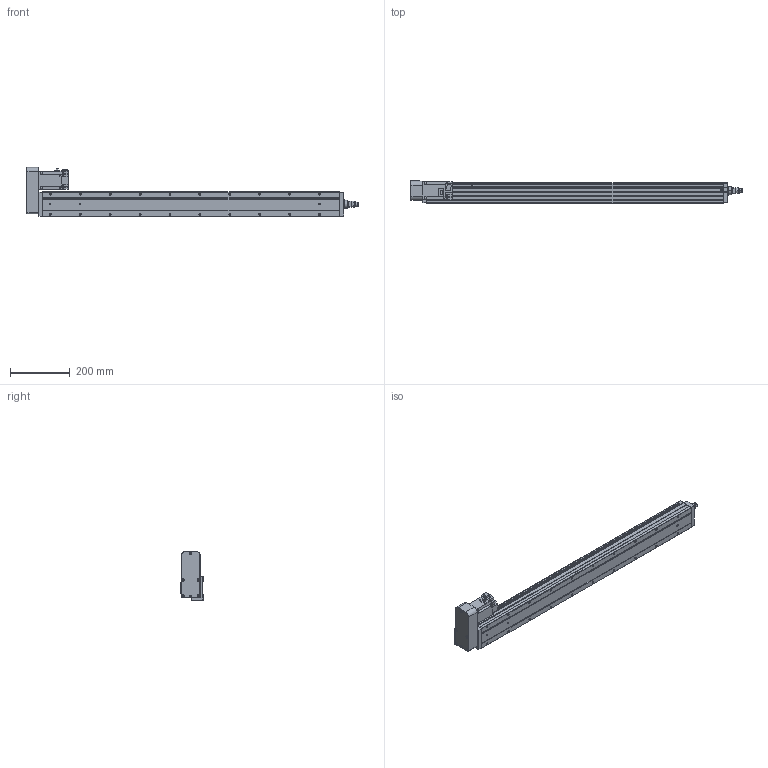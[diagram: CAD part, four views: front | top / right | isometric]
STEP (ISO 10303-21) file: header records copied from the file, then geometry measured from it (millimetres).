
FILE_DESCRIPTION (( 'STEP AP214' ), '1' );
FILE_NAME ('ETU08BL-16XLD-0800-XXXX.STEP', '2025-02-28T14:54:42', ( '' ), ( '' ), 'SwSTEP 2.0', 'SolidWorks 2022', '' );
FILE_SCHEMA (( 'AUTOMOTIVE_DESIGN' ));
Length unit declared in the file: millimetre
Products named in the file (10): ETU08-800SENSOR; FANG STICKER; ETU08-800MOTOR; ETU08-800BODY1; ETU08-800BODY2; ETU08-800BODY0; ETU08-800BODY3; ETU08-800NUT; ETU08BL-16XLD-0800-XXXX; ETU08-800ROD
Assembly tree (10 placements, depth 2):
  ETU08BL-16XLD-0800-XXXX
    ETU08-800BODY0
    ETU08-800BODY1
    ETU08-800BODY2
    ETU08-800BODY3
    ETU08-800MOTOR
    ETU08-800ROD
    ETU08-800NUT
    ETU08-800SENSOR  x2
    FANG STICKER
Bounding box: 1109 x 74.3 x 163.8 mm (x, y, z)
Volume: 5254938.5 mm3; surface area: 621267.6 mm2
Topology: 10 solids, 10 shells, 949 faces, 2407 edges, 1550 vertices
Faces by surface type: plane 598, cylinder 227, cone 116, torus 8
Entity records: 28637 total; most frequent: CARTESIAN_POINT 5021, DIRECTION 4845, ORIENTED_EDGE 4738, EDGE_CURVE 2369, LINE 1753, VECTOR 1753, AXIS2_PLACEMENT_3D 1546, VERTEX_POINT 1530
